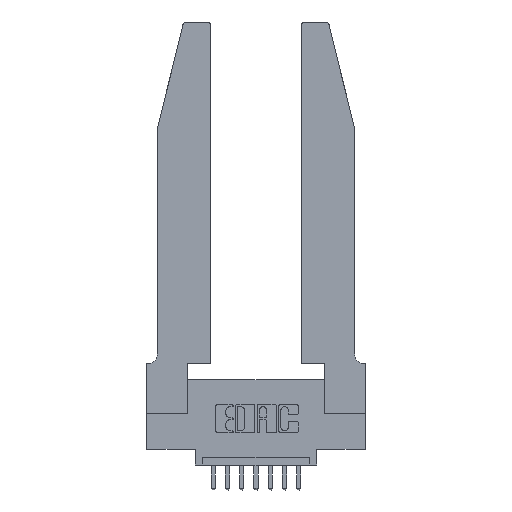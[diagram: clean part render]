
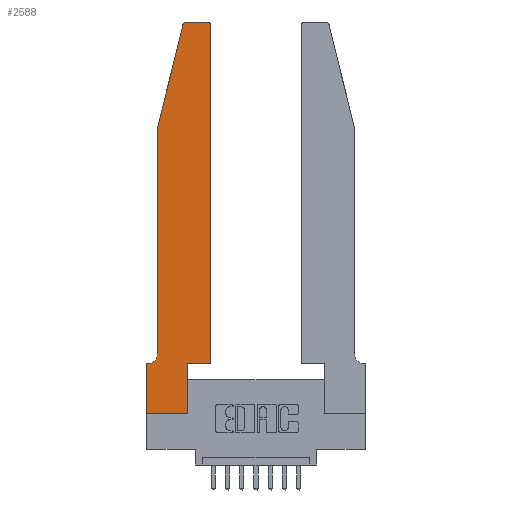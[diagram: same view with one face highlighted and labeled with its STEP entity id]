
A CAD part, top view. The second image highlights one B-rep face of the part: STEP entity #2588.
In plain terms, the highlighted planar face has unit normal (0, 0, 1).
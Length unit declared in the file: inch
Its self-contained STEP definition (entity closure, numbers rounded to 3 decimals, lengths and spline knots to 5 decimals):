
#467 = DIRECTION ( 'NONE',  ( -1., 0., 0. ) ) ;
#558 = LINE ( 'NONE', #1986, #2355 ) ;
#570 = CARTESIAN_POINT ( 'NONE',  ( 0.4505, 2.72, 0.37 ) ) ;
#614 = EDGE_CURVE ( 'NONE', #9039, #9576, #558, .T. ) ;
#661 = CARTESIAN_POINT ( 'NONE',  ( 0.0755, 0.35, 0.37 ) ) ;
#904 = LINE ( 'NONE', #14537, #5362 ) ;
#1336 = DIRECTION ( 'NONE',  ( -0.239, -0.971, 0. ) ) ;
#1739 = CIRCLE ( 'NONE', #13249, 0.07 ) ;
#1941 = VECTOR ( 'NONE', #3733, 39.37008 ) ;
#1948 = ORIENTED_EDGE ( 'NONE', *, *, #6337, .T. ) ;
#1965 = CARTESIAN_POINT ( 'NONE',  ( 0., 0., 0.37 ) ) ;
#1986 = CARTESIAN_POINT ( 'NONE',  ( 0., 0., 0.37 ) ) ;
#2121 = DIRECTION ( 'NONE',  ( 1., 0., 0. ) ) ;
#2248 = ORIENTED_EDGE ( 'NONE', *, *, #5459, .T. ) ;
#2294 = CARTESIAN_POINT ( 'NONE',  ( 0., 0.35, 0.37 ) ) ;
#2355 = VECTOR ( 'NONE', #2121, 39.37008 ) ;
#2549 = ORIENTED_EDGE ( 'NONE', *, *, #10903, .T. ) ;
#2588 = ADVANCED_FACE ( 'NONE', ( #3392 ), #14329, .T. ) ;
#2766 = DIRECTION ( 'NONE',  ( 1., 0., 0. ) ) ;
#2800 = ORIENTED_EDGE ( 'NONE', *, *, #12336, .T. ) ;
#3144 = CARTESIAN_POINT ( 'NONE',  ( 0.4505, 0.35, 0.37 ) ) ;
#3265 = LINE ( 'NONE', #10070, #6179 ) ;
#3392 = FACE_OUTER_BOUND ( 'NONE', #10548, .T. ) ;
#3453 = CARTESIAN_POINT ( 'NONE',  ( 0.2865, 0.35, 0.37 ) ) ;
#3513 = AXIS2_PLACEMENT_3D ( 'NONE', #8524, #14361, #2766 ) ;
#3727 = CARTESIAN_POINT ( 'NONE',  ( 0.0755, 2., 0.37 ) ) ;
#3733 = DIRECTION ( 'NONE',  ( 0., -1., 0. ) ) ;
#3797 = CARTESIAN_POINT ( 'NONE',  ( 0.0055, 0.42, 0.37 ) ) ;
#4181 = CARTESIAN_POINT ( 'NONE',  ( 0.2605, 2.75, 0.37 ) ) ;
#4747 = LINE ( 'NONE', #9054, #12322 ) ;
#4902 = ORIENTED_EDGE ( 'NONE', *, *, #8629, .T. ) ;
#4919 = DIRECTION ( 'NONE',  ( 0., 0., -1. ) ) ;
#4968 = DIRECTION ( 'NONE',  ( -1., 0., 0. ) ) ;
#5041 = LINE ( 'NONE', #14088, #1941 ) ;
#5237 = ORIENTED_EDGE ( 'NONE', *, *, #11566, .T. ) ;
#5362 = VECTOR ( 'NONE', #11361, 39.37008 ) ;
#5440 = CARTESIAN_POINT ( 'NONE',  ( 0.284, 2.72, 0.37 ) ) ;
#5459 = EDGE_CURVE ( 'NONE', #7428, #11620, #8998, .T. ) ;
#5691 = CIRCLE ( 'NONE', #7444, 0.03 ) ;
#6087 = LINE ( 'NONE', #661, #9143 ) ;
#6179 = VECTOR ( 'NONE', #14605, 39.37008 ) ;
#6197 = VERTEX_POINT ( 'NONE', #10442 ) ;
#6337 = EDGE_CURVE ( 'NONE', #12972, #12736, #5041, .T. ) ;
#6414 = VERTEX_POINT ( 'NONE', #9632 ) ;
#6474 = ORIENTED_EDGE ( 'NONE', *, *, #614, .T. ) ;
#6680 = DIRECTION ( 'NONE',  ( 1., 0., 0. ) ) ;
#6725 = DIRECTION ( 'NONE',  ( 0., -1., 0. ) ) ;
#6973 = CARTESIAN_POINT ( 'NONE',  ( 0.0755, 0.42, 0.37 ) ) ;
#7137 = AXIS2_PLACEMENT_3D ( 'NONE', #8535, #9765, #14422 ) ;
#7301 = CARTESIAN_POINT ( 'NONE',  ( 0.4505, 0.35, 0.37 ) ) ;
#7412 = VECTOR ( 'NONE', #14378, 39.37008 ) ;
#7428 = VERTEX_POINT ( 'NONE', #570 ) ;
#7444 = AXIS2_PLACEMENT_3D ( 'NONE', #5440, #12555, #6680 ) ;
#7814 = CARTESIAN_POINT ( 'NONE',  ( 0.4205, 2.75, 0.37 ) ) ;
#8063 = VECTOR ( 'NONE', #13178, 39.37008 ) ;
#8501 = EDGE_CURVE ( 'NONE', #11620, #9369, #10288, .T. ) ;
#8524 = CARTESIAN_POINT ( 'NONE',  ( 0.4205, 2.72, 0.37 ) ) ;
#8535 = CARTESIAN_POINT ( 'NONE',  ( 0., 0.35, 0.37 ) ) ;
#8629 = EDGE_CURVE ( 'NONE', #14041, #11010, #904, .T. ) ;
#8998 = CIRCLE ( 'NONE', #3513, 0.03 ) ;
#9039 = VERTEX_POINT ( 'NONE', #1965 ) ;
#9054 = CARTESIAN_POINT ( 'NONE',  ( 0., 0., 0.37 ) ) ;
#9121 = ORIENTED_EDGE ( 'NONE', *, *, #14638, .T. ) ;
#9143 = VECTOR ( 'NONE', #467, 39.37008 ) ;
#9369 = VERTEX_POINT ( 'NONE', #9831 ) ;
#9527 = LINE ( 'NONE', #7301, #8063 ) ;
#9576 = VERTEX_POINT ( 'NONE', #14699 ) ;
#9586 = ORIENTED_EDGE ( 'NONE', *, *, #8501, .T. ) ;
#9632 = CARTESIAN_POINT ( 'NONE',  ( 0.25487, 2.72718, 0.37 ) ) ;
#9765 = DIRECTION ( 'NONE',  ( 0., 0., 1. ) ) ;
#9831 = CARTESIAN_POINT ( 'NONE',  ( 0.284, 2.75, 0.37 ) ) ;
#9848 = LINE ( 'NONE', #3727, #14922 ) ;
#9890 = VERTEX_POINT ( 'NONE', #2294 ) ;
#10070 = CARTESIAN_POINT ( 'NONE',  ( 0.2865, 0.35, 0.37 ) ) ;
#10288 = LINE ( 'NONE', #4181, #7412 ) ;
#10442 = CARTESIAN_POINT ( 'NONE',  ( 0.0055, 0.35, 0.37 ) ) ;
#10517 = ORIENTED_EDGE ( 'NONE', *, *, #14552, .T. ) ;
#10548 = EDGE_LOOP ( 'NONE', ( #9586, #14168, #2800, #1948, #14493, #5237, #9121, #6474, #10517, #4902, #2549, #2248 ) ) ;
#10903 = EDGE_CURVE ( 'NONE', #11010, #7428, #9527, .T. ) ;
#11010 = VERTEX_POINT ( 'NONE', #3144 ) ;
#11361 = DIRECTION ( 'NONE',  ( 1., 0., 0. ) ) ;
#11566 = EDGE_CURVE ( 'NONE', #6197, #9890, #6087, .T. ) ;
#11620 = VERTEX_POINT ( 'NONE', #7814 ) ;
#11862 = EDGE_CURVE ( 'NONE', #12736, #6197, #1739, .T. ) ;
#11950 = CARTESIAN_POINT ( 'NONE',  ( 0.0755, 2., 0.37 ) ) ;
#12322 = VECTOR ( 'NONE', #6725, 39.37008 ) ;
#12336 = EDGE_CURVE ( 'NONE', #6414, #12972, #9848, .T. ) ;
#12555 = DIRECTION ( 'NONE',  ( 0., 0., 1. ) ) ;
#12646 = EDGE_CURVE ( 'NONE', #9369, #6414, #5691, .T. ) ;
#12736 = VERTEX_POINT ( 'NONE', #6973 ) ;
#12972 = VERTEX_POINT ( 'NONE', #11950 ) ;
#13178 = DIRECTION ( 'NONE',  ( 0., 1., 0. ) ) ;
#13249 = AXIS2_PLACEMENT_3D ( 'NONE', #3797, #4919, #4968 ) ;
#14041 = VERTEX_POINT ( 'NONE', #3453 ) ;
#14088 = CARTESIAN_POINT ( 'NONE',  ( 0.0755, 2., 0.37 ) ) ;
#14168 = ORIENTED_EDGE ( 'NONE', *, *, #12646, .T. ) ;
#14329 = PLANE ( 'NONE',  #7137 ) ;
#14361 = DIRECTION ( 'NONE',  ( 0., 0., 1. ) ) ;
#14378 = DIRECTION ( 'NONE',  ( -1., 0., 0. ) ) ;
#14422 = DIRECTION ( 'NONE',  ( 1., 0., 0. ) ) ;
#14493 = ORIENTED_EDGE ( 'NONE', *, *, #11862, .T. ) ;
#14537 = CARTESIAN_POINT ( 'NONE',  ( 0.4505, 0.35, 0.37 ) ) ;
#14552 = EDGE_CURVE ( 'NONE', #9576, #14041, #3265, .T. ) ;
#14605 = DIRECTION ( 'NONE',  ( 0., 1., 0. ) ) ;
#14638 = EDGE_CURVE ( 'NONE', #9890, #9039, #4747, .T. ) ;
#14699 = CARTESIAN_POINT ( 'NONE',  ( 0.2865, 0., 0.37 ) ) ;
#14922 = VECTOR ( 'NONE', #1336, 39.37008 ) ;
